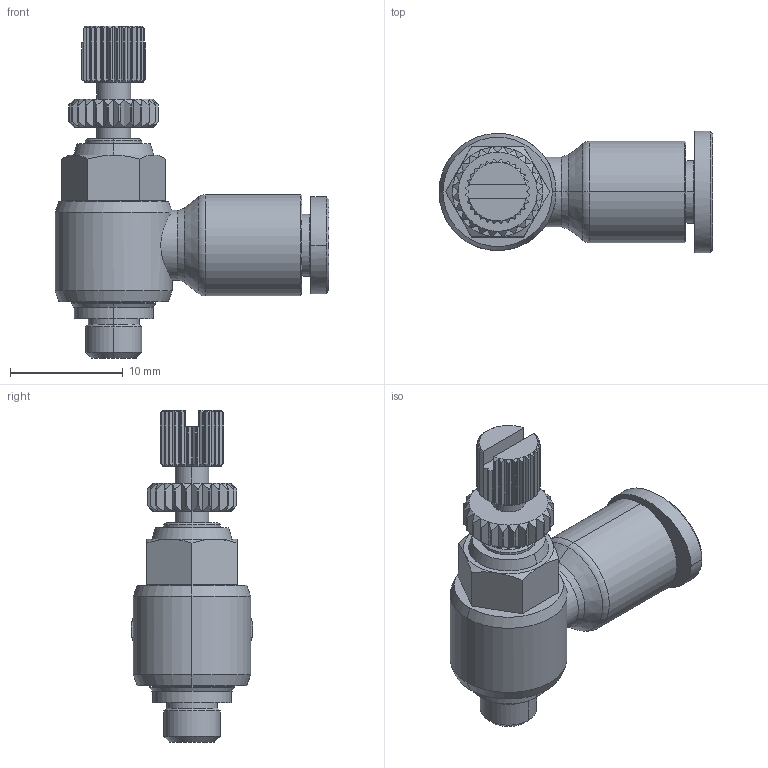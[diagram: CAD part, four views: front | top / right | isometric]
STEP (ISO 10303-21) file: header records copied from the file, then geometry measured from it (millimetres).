
FILE_DESCRIPTION((''),'2;1');
FILE_NAME('GNSE 04M5(3D).stp','2012-12-17T11:14:21',(''),(''),'Mechanical Desktop.R8.0.24.0','Mechanical Desktop.R8.0.24.0',', , ');
FILE_SCHEMA(('CONFIG_CONTROL_DESIGN'));
Length unit declared in the file: millimetre
Products named in the file (2): GNSE 04M5(3D); ÂºÃÃÂ°1
Assembly tree (1 placements, depth 2):
  GNSE 04M5(3D)
    ÂºÃÃÂ°1
Bounding box: 24.3 x 10.8 x 29.45 mm (x, y, z)
Volume: 1976.5 mm3; surface area: 1757.4 mm2
Topology: 1 solids, 1 shells, 740 faces, 1942 edges, 1234 vertices
Faces by surface type: plane 459, cone 130, cylinder 116, bspline 33, torus 2
Entity records: 23644 total; most frequent: CARTESIAN_POINT 6031, ORIENTED_EDGE 3884, DIRECTION 3408, EDGE_CURVE 1942, VECTOR 1236, LINE 1236, VERTEX_POINT 1234, AXIS2_PLACEMENT_3D 1086
